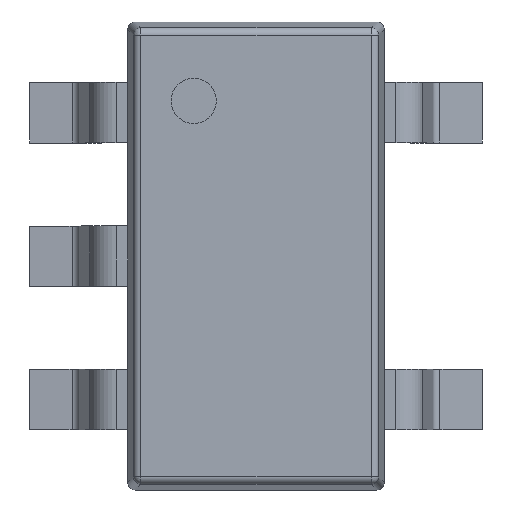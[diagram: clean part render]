
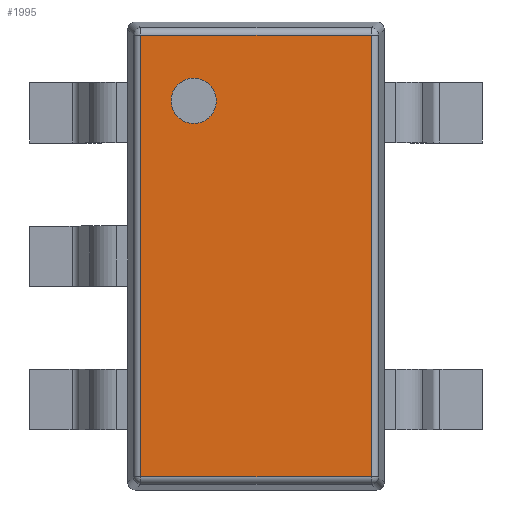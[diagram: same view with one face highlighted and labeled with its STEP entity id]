
A CAD part, top view. The second image highlights one B-rep face of the part: STEP entity #1995.
In plain terms, the highlighted planar face has unit normal (0, 0, 1).
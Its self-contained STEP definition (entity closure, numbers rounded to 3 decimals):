
#76=FACE_BOUND('',#354,.T.);
#86=PLANE('',#2166);
#160=CIRCLE('',#2167,0.15);
#242=FACE_OUTER_BOUND('',#353,.T.);
#353=EDGE_LOOP('',(#1507,#1508,#1509,#1510));
#354=EDGE_LOOP('',(#1511));
#468=LINE('',#2962,#671);
#476=LINE('',#3002,#679);
#478=LINE('',#3005,#681);
#482=LINE('',#3011,#685);
#671=VECTOR('',#2364,10.);
#679=VECTOR('',#2408,10.);
#681=VECTOR('',#2412,10.);
#685=VECTOR('',#2420,10.);
#885=VERTEX_POINT('',#2932);
#891=VERTEX_POINT('',#2949);
#896=VERTEX_POINT('',#2965);
#899=VERTEX_POINT('',#2975);
#933=VERTEX_POINT('',#3097);
#1082=EDGE_CURVE('',#885,#891,#468,.T.);
#1102=EDGE_CURVE('',#891,#899,#476,.T.);
#1104=EDGE_CURVE('',#899,#896,#478,.T.);
#1108=EDGE_CURVE('',#896,#885,#482,.T.);
#1153=EDGE_CURVE('',#933,#933,#160,.T.);
#1507=ORIENTED_EDGE('',*,*,#1082,.F.);
#1508=ORIENTED_EDGE('',*,*,#1108,.F.);
#1509=ORIENTED_EDGE('',*,*,#1104,.F.);
#1510=ORIENTED_EDGE('',*,*,#1102,.F.);
#1511=ORIENTED_EDGE('',*,*,#1153,.T.);
#1995=ADVANCED_FACE('',(#242,#76),#86,.T.);
#2166=AXIS2_PLACEMENT_3D('',#3096,#2506,#2507);
#2167=AXIS2_PLACEMENT_3D('',#3098,#2508,#2509);
#2364=DIRECTION('',(0.,-1.,0.));
#2408=DIRECTION('',(-1.,0.,0.));
#2412=DIRECTION('',(0.,1.,0.));
#2420=DIRECTION('',(1.,0.,0.));
#2506=DIRECTION('center_axis',(0.,0.,1.));
#2507=DIRECTION('ref_axis',(1.,0.,0.));
#2508=DIRECTION('center_axis',(0.,0.,-1.));
#2509=DIRECTION('ref_axis',(-1.,0.,0.));
#2932=CARTESIAN_POINT('',(0.763,1.463,1.45));
#2949=CARTESIAN_POINT('',(0.763,-1.463,1.45));
#2962=CARTESIAN_POINT('',(0.763,0.775,1.45));
#2965=CARTESIAN_POINT('',(-0.763,1.463,1.45));
#2975=CARTESIAN_POINT('',(-0.763,-1.463,1.45));
#3002=CARTESIAN_POINT('',(0.425,-1.463,1.45));
#3005=CARTESIAN_POINT('',(-0.763,-0.775,1.45));
#3011=CARTESIAN_POINT('',(-0.425,1.463,1.45));
#3096=CARTESIAN_POINT('Origin',(0.,0.,
1.45));
#3097=CARTESIAN_POINT('',(-0.263,1.027,1.45));
#3098=CARTESIAN_POINT('Origin',(-0.413,1.027,1.45));
